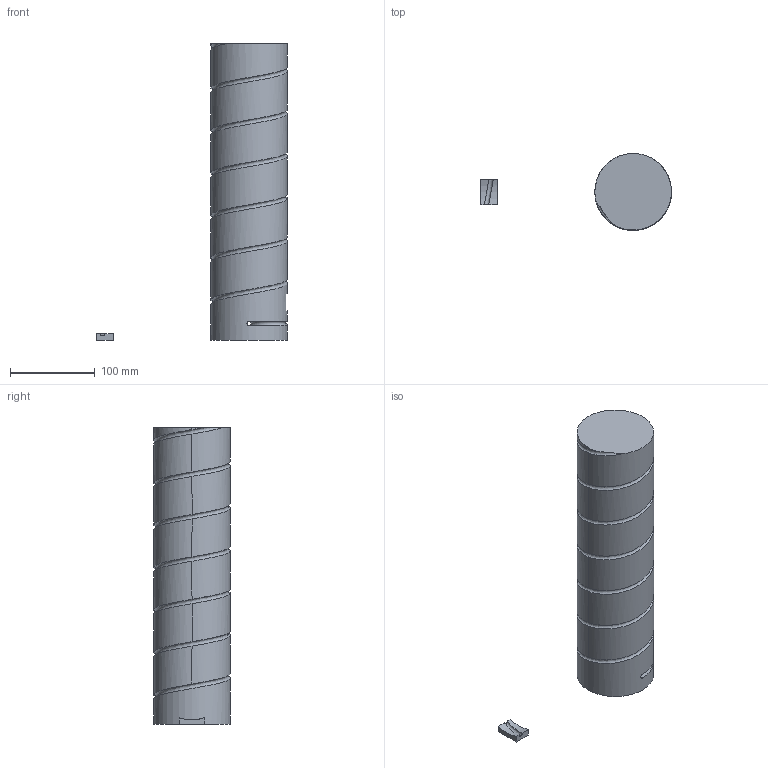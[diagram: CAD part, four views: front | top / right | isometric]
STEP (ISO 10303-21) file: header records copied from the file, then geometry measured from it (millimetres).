
FILE_DESCRIPTION(/* description */ (''),/* implementation_level */ '2;1');
FILE_NAME(/* name */ 'Wickelhilfe Kombiniert.step',/* time_stamp */ '2025-07-23T21:53:37+02:00',/* author */ (''),/* organization */ (''),/* preprocessor_version */ 'ST-DEVELOPER v20.1',/* originating_system */ 'Autodesk Translation Framework v14.10.0.0',/* authorisation */ '');
FILE_SCHEMA (('AUTOMOTIVE_DESIGN { 1 0 10303 214 3 1 1 }'));
Length unit declared in the file: millimetre
Products named in the file (1): 2025-07-23-21-23-34-873
Bounding box: 225.15 x 90.3 x 350 mm (x, y, z)
Volume: 2218421.5 mm3; surface area: 122038.7 mm2
Topology: 2 solids, 2 shells, 30 faces, 77 edges, 51 vertices
Faces by surface type: plane 14, cylinder 12, bspline 2, torus 2
Full cylindrical faces by diameter (mm): 5.2 x1, 90.3 x7
Entity records: 2130 total; most frequent: CARTESIAN_POINT 1404, ORIENTED_EDGE 154, DIRECTION 125, EDGE_CURVE 77, VERTEX_POINT 51, AXIS2_PLACEMENT_3D 47, EDGE_LOOP 32, LINE 31
